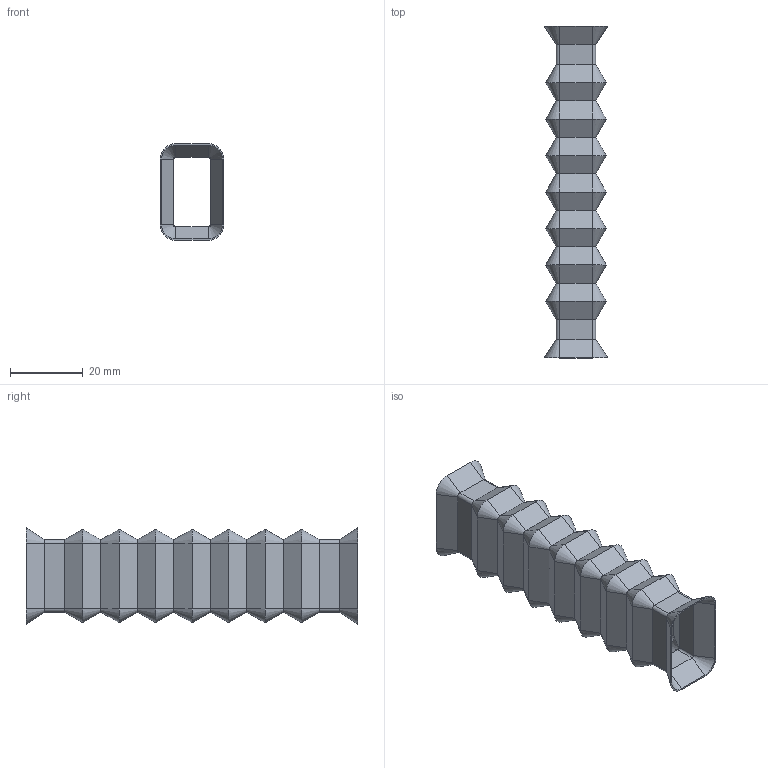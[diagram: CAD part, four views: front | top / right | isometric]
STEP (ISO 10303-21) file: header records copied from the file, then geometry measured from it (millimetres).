
FILE_DESCRIPTION(/* description */ (''),/* implementation_level */ '2;1');
FILE_NAME(/* name */ 'V20_CableSleeve.stp',/* time_stamp */ '2025-10-28T09:48:02+10:30',/* author */ ('matth'),/* organization */ (''),/* preprocessor_version */ 'ST-DEVELOPER v20.1',/* originating_system */ 'Autodesk Inventor 2026',/* authorisation */ '');
FILE_SCHEMA (('AUTOMOTIVE_DESIGN { 1 0 10303 214 3 1 1 }'));
Length unit declared in the file: millimetre
Products named in the file (1): V10_Flexi_Sleeve (Cables only, angled mount)
Bounding box: 17.46 x 91 x 26.46 mm (x, y, z)
Volume: 2420.3 mm3; surface area: 13943.5 mm2
Topology: 1 solids, 1 shells, 290 faces, 592 edges, 304 vertices
Faces by surface type: plane 146, cone 128, cylinder 16
Entity records: 7578 total; most frequent: DIRECTION 1326, CARTESIAN_POINT 1187, ORIENTED_EDGE 1184, EDGE_CURVE 592, AXIS2_PLACEMENT_3D 443, LINE 440, VECTOR 440, VERTEX_POINT 304
